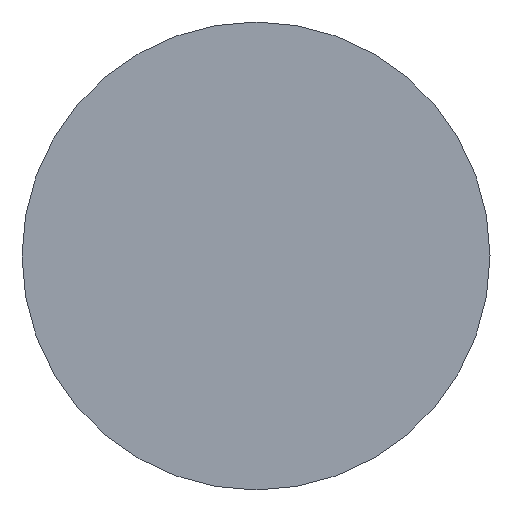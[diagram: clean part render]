
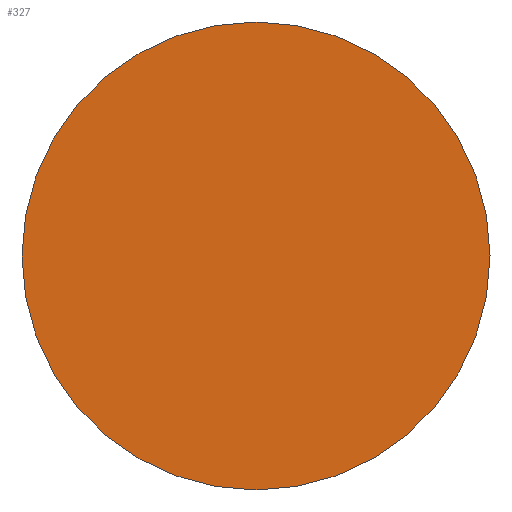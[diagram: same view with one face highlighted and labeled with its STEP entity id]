
A CAD part, front view. The second image highlights one B-rep face of the part: STEP entity #327.
In plain terms, the highlighted planar face has unit normal (0, -1, 0).
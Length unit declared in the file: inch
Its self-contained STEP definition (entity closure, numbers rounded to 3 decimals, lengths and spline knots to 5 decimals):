
#2 = CARTESIAN_POINT ( 'NONE',  ( 0., 0., -0.1875 ) ) ;
#9 = AXIS2_PLACEMENT_3D ( 'NONE', #177, #344, #454 ) ;
#21 = EDGE_CURVE ( 'NONE', #305, #161, #171, .T. ) ;
#39 = CARTESIAN_POINT ( 'NONE',  ( 0., 0., 0. ) ) ;
#42 = CARTESIAN_POINT ( 'NONE',  ( 0., 0., 0.1875 ) ) ;
#47 = AXIS2_PLACEMENT_3D ( 'NONE', #39, #439, #117 ) ;
#48 = DIRECTION ( 'NONE',  ( 0., 0., -1. ) ) ;
#117 = DIRECTION ( 'NONE',  ( 0., 0., -1. ) ) ;
#161 = VERTEX_POINT ( 'NONE', #2 ) ;
#171 = CIRCLE ( 'NONE', #9, 0.1875 ) ;
#177 = CARTESIAN_POINT ( 'NONE',  ( 0., 0., 0. ) ) ;
#205 = CARTESIAN_POINT ( 'NONE',  ( 0., 0., 0. ) ) ;
#243 = DIRECTION ( 'NONE',  ( 0., -1., 0. ) ) ;
#293 = AXIS2_PLACEMENT_3D ( 'NONE', #205, #243, #48 ) ;
#294 = PLANE ( 'NONE',  #293 ) ;
#305 = VERTEX_POINT ( 'NONE', #42 ) ;
#310 = ORIENTED_EDGE ( 'NONE', *, *, #21, .T. ) ;
#327 = ADVANCED_FACE ( 'NONE', ( #461 ), #294, .T. ) ;
#344 = DIRECTION ( 'NONE',  ( 0., -1., 0. ) ) ;
#374 = CIRCLE ( 'NONE', #47, 0.1875 ) ;
#407 = EDGE_CURVE ( 'NONE', #161, #305, #374, .T. ) ;
#415 = EDGE_LOOP ( 'NONE', ( #445, #310 ) ) ;
#439 = DIRECTION ( 'NONE',  ( 0., -1., 0. ) ) ;
#445 = ORIENTED_EDGE ( 'NONE', *, *, #407, .T. ) ;
#454 = DIRECTION ( 'NONE',  ( 0., 0., -1. ) ) ;
#461 = FACE_OUTER_BOUND ( 'NONE', #415, .T. ) ;
